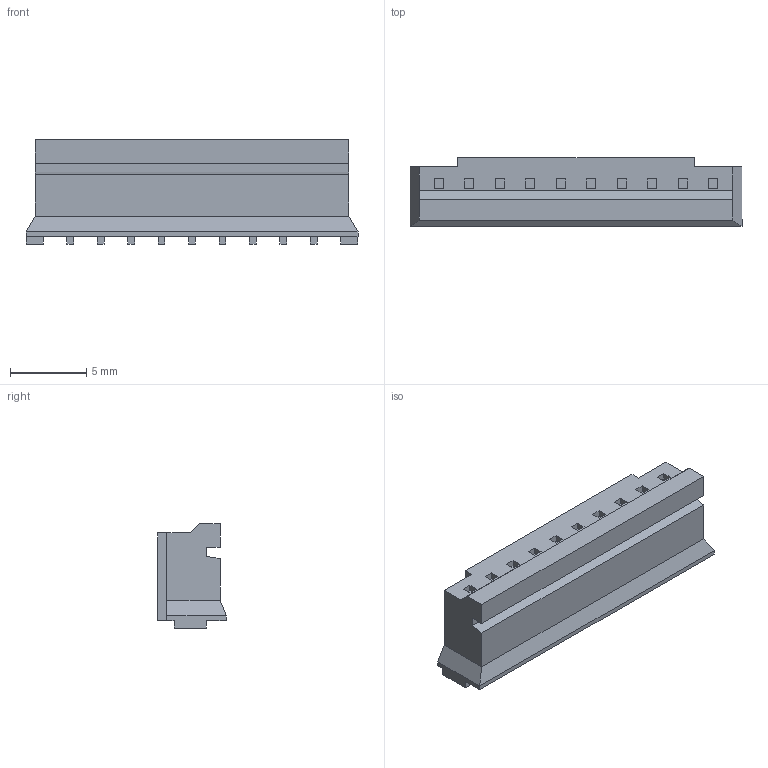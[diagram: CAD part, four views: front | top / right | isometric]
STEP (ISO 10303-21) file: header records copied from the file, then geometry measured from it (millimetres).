
FILE_DESCRIPTION (( 'STEP AP214' ), '1' );
FILE_NAME ('PHR-10.STEP', '2012-07-03T09:21:56', ( ' ' ), ( ' ' ), 'SwSTEP 2.0', 'SolidWorks 2005235', '' );
FILE_SCHEMA (( 'AUTOMOTIVE_DESIGN' ));
Length unit declared in the file: millimetre
Products named in the file (1): PHR-10
Bounding box: 21.8 x 4.5 x 6.85 mm (x, y, z)
Volume: 484.8 mm3; surface area: 572.7 mm2
Topology: 1 solids, 1 shells, 156 faces, 388 edges, 244 vertices
Faces by surface type: plane 156
Entity records: 4503 total; most frequent: CARTESIAN_POINT 789, ORIENTED_EDGE 776, DIRECTION 702, EDGE_CURVE 388, LINE 388, VECTOR 388, VERTEX_POINT 244, EDGE_LOOP 166
